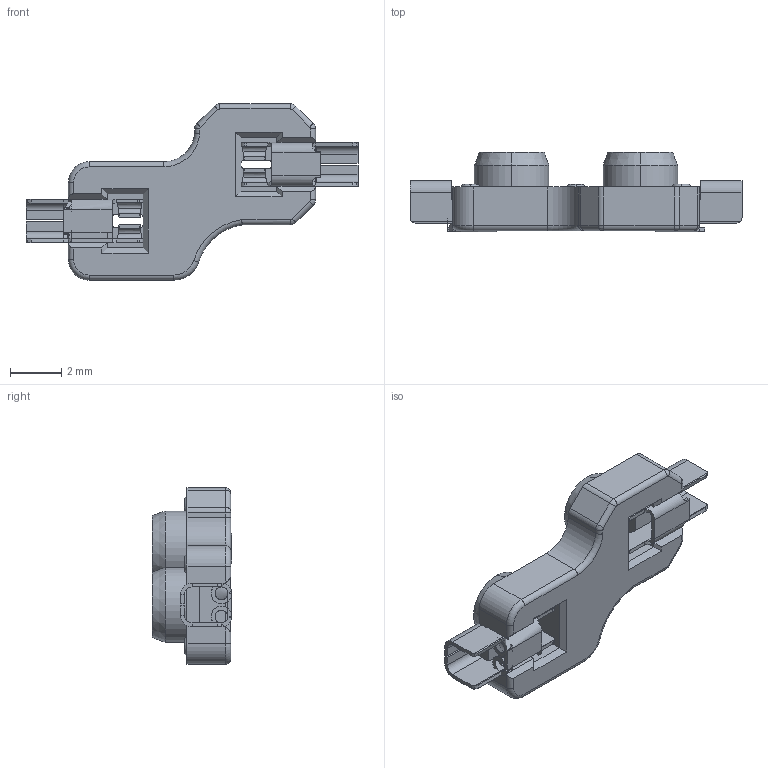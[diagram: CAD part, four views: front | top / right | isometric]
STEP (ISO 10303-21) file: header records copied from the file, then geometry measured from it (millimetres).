
FILE_DESCRIPTION(('FreeCAD Model'),'2;1');
FILE_NAME('Open CASCADE Shape Model','2021-02-12T02:50:50',('Author'),( ''),'Open CASCADE STEP processor 7.5','FreeCAD','Unknown');
FILE_SCHEMA(('AUTOMOTIVE_DESIGN { 1 0 10303 214 1 1 1 1 }'));
Length unit declared in the file: millimetre
Products named in the file (1): PG1350-socket
Bounding box: 12.9 x 3.09 x 6.85 mm (x, y, z)
Volume: 76 mm3; surface area: 273.3 mm2
Topology: 3 solids, 3 shells, 324 faces, 791 edges, 473 vertices
Faces by surface type: plane 179, cylinder 84, bspline 28, torus 15, cone 12, revolution 6
Entity records: 21550 total; most frequent: CARTESIAN_POINT 6172, DIRECTION 2751, LINE 1731, VECTOR 1731, ORIENTED_EDGE 1566, PCURVE 1566, DEFINITIONAL_REPRESENTATION 1566, EDGE_CURVE 783
